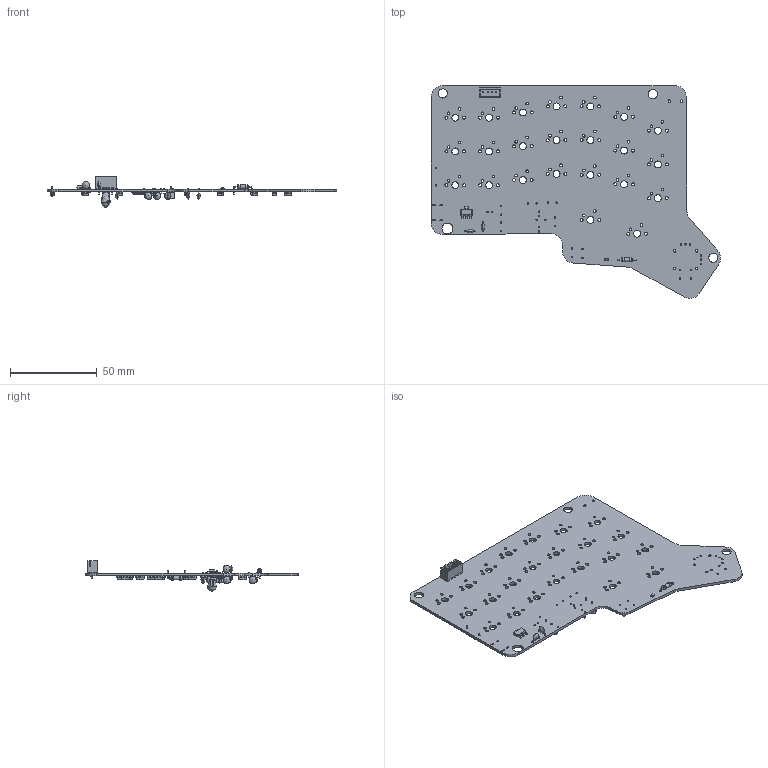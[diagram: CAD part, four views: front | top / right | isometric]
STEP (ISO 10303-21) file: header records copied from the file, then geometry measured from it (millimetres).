
FILE_DESCRIPTION(('KiCad electronic assembly'),'2;1');
FILE_NAME('duo_board.step','2024-10-13T22:10:40',('Pcbnew'),('Kicad'), 'Open CASCADE STEP processor 7.7','KiCad to STEP converter','Unknown' );
FILE_SCHEMA(('AUTOMOTIVE_DESIGN { 1 0 10303 214 1 1 1 1 }'));
Length unit declared in the file: millimetre
Products named in the file (22): duo_board 1; SOT-223; SOT_223; LED_0805_2012Metric; JST_XH_B4B-XH-A_1x04_P2.50mm_Vertical; JST_B4B_XH_A; R_Axial_DIN0207_L6.3mm_D2.5mm_P10.16mm_Horizontal; R_Axial_DIN0207_L63mm_D25mm_P1016mm_Horizontal; C_Disc_D4.3mm_W1.9mm_P5.00mm; C_Disc_D43mm_W19mm_P500mm; D_SMA; Crystal_HC49-4H_Vertical; CP_Radial_Tantal_D5.5mm_P2.50mm; CP_Radial_Tantal_D55mm_P250mm; LQFP-48_7x7mm_P0.5mm; LQFP_48_7x7mm_P05mm; C_Disc_D3.0mm_W1.6mm_P2.50mm; C_Disc_D30mm_W16mm_P250mm; duo_board_PCB
Assembly tree (53 placements, depth 3):
  duo_board 1
    SOT-223
      SOT_223
    LED_0805_2012Metric
      LED_0805_2012Metric
    JST_XH_B4B-XH-A_1x04_P2.50mm_Vertical
      JST_B4B_XH_A
    R_Axial_DIN0207_L6.3mm_D2.5mm_P10.16mm_Horizontal  x2
      R_Axial_DIN0207_L63mm_D25mm_P1016mm_Horizontal
    C_Disc_D4.3mm_W1.9mm_P5.00mm  x9
      C_Disc_D43mm_W19mm_P500mm
    D_SMA  x23
      D_SMA
    Crystal_HC49-4H_Vertical
      Crystal_HC49-4H_Vertical
    CP_Radial_Tantal_D5.5mm_P2.50mm
      CP_Radial_Tantal_D55mm_P250mm
    LQFP-48_7x7mm_P0.5mm
      LQFP_48_7x7mm_P05mm
    C_Disc_D3.0mm_W1.6mm_P2.50mm  x2
      C_Disc_D30mm_W16mm_P250mm
    duo_board_PCB
Bounding box: 167 x 122.93 x 17.55 mm (x, y, z)
Volume: 24105.5 mm3; surface area: 34072.6 mm2
Topology: 43 solids, 43 shells, 2418 faces, 6381 edges, 4073 vertices
Faces by surface type: plane 1429, cylinder 595, bspline 333, sphere 25, revolution 22, torus 14
Full cylindrical faces by diameter (mm): 0.5 x45, 0.6 x8, 0.8 x30, 0.889 x6, 0.9 x4, 0.95 x4, 1.397 x4, 1.499 x2, 1.524 x46, 1.75 x46, 2.25 x2, 2.5 x4, 3.988 x23, 5.325 x3, 6.325 x1
Entity records: 59752 total; most frequent: CARTESIAN_POINT 14697, ORIENTED_EDGE 7572, DIRECTION 7267, EDGE_CURVE 3786, LINE 2651, VECTOR 2651, VERTEX_POINT 2422, AXIS2_PLACEMENT_3D 2306
